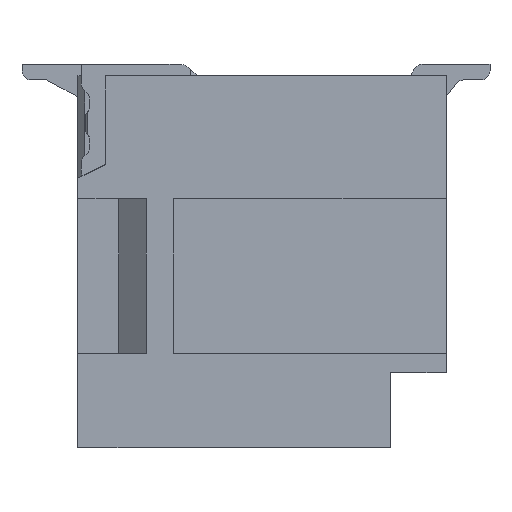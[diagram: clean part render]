
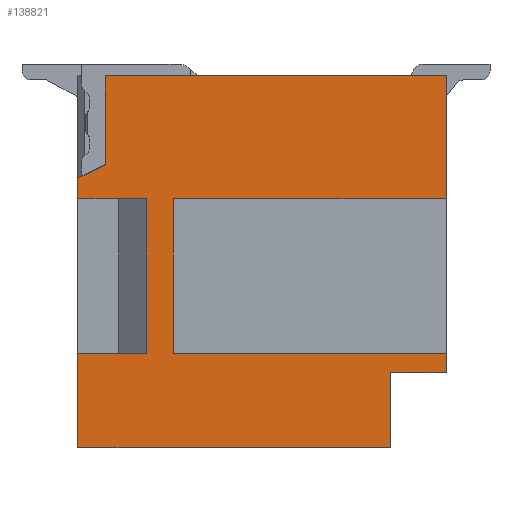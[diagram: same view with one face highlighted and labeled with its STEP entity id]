
A CAD part, front view. The second image highlights one B-rep face of the part: STEP entity #138821.
In plain terms, the highlighted planar face has unit normal (0, -1, 0).
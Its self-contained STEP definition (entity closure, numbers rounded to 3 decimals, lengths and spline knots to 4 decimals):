
#4370 = DIRECTION ( 'NONE',  ( -1., 0., 0. ) ) ;
#5583 = CARTESIAN_POINT ( 'NONE',  ( 1., -17.5, -4.07 ) ) ;
#6285 = VERTEX_POINT ( 'NONE', #5583 ) ;
#6640 = EDGE_CURVE ( 'NONE', #46570, #16842, #38199, .T. ) ;
#8288 = VECTOR ( 'NONE', #58118, 1000. ) ;
#8576 = VERTEX_POINT ( 'NONE', #59219 ) ;
#9350 = CARTESIAN_POINT ( 'NONE',  ( 1., -17.5, -1.8 ) ) ;
#9487 = ORIENTED_EDGE ( 'NONE', *, *, #102567, .F. ) ;
#10044 = CARTESIAN_POINT ( 'NONE',  ( 1., -17.5, -1.68 ) ) ;
#10582 = VECTOR ( 'NONE', #4370, 1000. ) ;
#11354 = CARTESIAN_POINT ( 'NONE',  ( 5.4, -17.5, 0.12 ) ) ;
#11763 = VECTOR ( 'NONE', #20441, 1000. ) ;
#12809 = CARTESIAN_POINT ( 'NONE',  ( 0.4, -17.5, -1.42 ) ) ;
#13359 = LINE ( 'NONE', #57880, #11763 ) ;
#13894 = CARTESIAN_POINT ( 'NONE',  ( 0., -17.5, -1.8 ) ) ;
#15787 = CARTESIAN_POINT ( 'NONE',  ( -0.1073, -17.5, -1.5537 ) ) ;
#16453 = VERTEX_POINT ( 'NONE', #64257 ) ;
#16842 = VERTEX_POINT ( 'NONE', #80342 ) ;
#20229 = DIRECTION ( 'NONE',  ( 0., 0., -1. ) ) ;
#20365 = LINE ( 'NONE', #159114, #132474 ) ;
#20441 = DIRECTION ( 'NONE',  ( -1., 0., 0. ) ) ;
#20824 = VECTOR ( 'NONE', #20229, 1000. ) ;
#21052 = CARTESIAN_POINT ( 'NONE',  ( 4.7, -17.5, -5.45 ) ) ;
#22768 = DIRECTION ( 'NONE',  ( 0., 0., 1. ) ) ;
#23249 = DIRECTION ( 'NONE',  ( 0., 0., 1. ) ) ;
#23270 = EDGE_CURVE ( 'NONE', #140927, #160122, #123786, .T. ) ;
#23292 = EDGE_CURVE ( 'NONE', #56386, #136597, #122153, .T. ) ;
#23955 = LINE ( 'NONE', #157596, #82366 ) ;
#25007 = EDGE_CURVE ( 'NONE', #160122, #76006, #32993, .T. ) ;
#25758 = VECTOR ( 'NONE', #87681, 1000. ) ;
#32526 = ORIENTED_EDGE ( 'NONE', *, *, #147083, .F. ) ;
#32993 = LINE ( 'NONE', #12809, #84739 ) ;
#33552 = DIRECTION ( 'NONE',  ( -1., 0., 0. ) ) ;
#34134 = DIRECTION ( 'NONE',  ( 0., 0., -1. ) ) ;
#35844 = ORIENTED_EDGE ( 'NONE', *, *, #68956, .F. ) ;
#38199 = LINE ( 'NONE', #138113, #90785 ) ;
#38907 = CARTESIAN_POINT ( 'NONE',  ( 0.4, -17.5, -1.3 ) ) ;
#41167 = ORIENTED_EDGE ( 'NONE', *, *, #47723, .F. ) ;
#42930 = EDGE_LOOP ( 'NONE', ( #35844, #48660, #141607, #32526, #148491, #72648, #158020, #51814, #140571, #41167, #9487, #113996, #76660, #59029, #154036, #150120 ) ) ;
#45197 = CARTESIAN_POINT ( 'NONE',  ( 0., -17.5, -4.07 ) ) ;
#46570 = VERTEX_POINT ( 'NONE', #157215 ) ;
#46637 = DIRECTION ( 'NONE',  ( -1., 0., 0. ) ) ;
#47042 = VECTOR ( 'NONE', #22768, 1000. ) ;
#47723 = EDGE_CURVE ( 'NONE', #131598, #16453, #23955, .T. ) ;
#48504 = DIRECTION ( 'NONE',  ( 1., 0., 0. ) ) ;
#48660 = ORIENTED_EDGE ( 'NONE', *, *, #120868, .F. ) ;
#51814 = ORIENTED_EDGE ( 'NONE', *, *, #6640, .F. ) ;
#52333 = LINE ( 'NONE', #147566, #104887 ) ;
#54108 = VECTOR ( 'NONE', #55633, 1000. ) ;
#54395 = CARTESIAN_POINT ( 'NONE',  ( 5.52, -17.5, -4.07 ) ) ;
#55633 = DIRECTION ( 'NONE',  ( 0., 0., -1. ) ) ;
#56386 = VERTEX_POINT ( 'NONE', #66447 ) ;
#57880 = CARTESIAN_POINT ( 'NONE',  ( -0.12, -17.5, -1.8 ) ) ;
#58118 = DIRECTION ( 'NONE',  ( 0., 0., -1. ) ) ;
#59029 = ORIENTED_EDGE ( 'NONE', *, *, #136831, .F. ) ;
#59219 = CARTESIAN_POINT ( 'NONE',  ( 5.4, -17.5, 0. ) ) ;
#64257 = CARTESIAN_POINT ( 'NONE',  ( 5.4, -17.5, -4.07 ) ) ;
#66447 = CARTESIAN_POINT ( 'NONE',  ( 5.4, -17.5, -1.8 ) ) ;
#66650 = CARTESIAN_POINT ( 'NONE',  ( 0., -17.5, -5.45 ) ) ;
#67722 = VECTOR ( 'NONE', #67868, 1000. ) ;
#67868 = DIRECTION ( 'NONE',  ( 0.894, 0., 0.447 ) ) ;
#68956 = EDGE_CURVE ( 'NONE', #152046, #140927, #97747, .T. ) ;
#70734 = CARTESIAN_POINT ( 'NONE',  ( 0.4, -17.5, 0. ) ) ;
#72648 = ORIENTED_EDGE ( 'NONE', *, *, #154990, .F. ) ;
#74139 = LINE ( 'NONE', #94199, #20824 ) ;
#74448 = CARTESIAN_POINT ( 'NONE',  ( 0., -17.5, -1.5 ) ) ;
#76006 = VERTEX_POINT ( 'NONE', #70734 ) ;
#76414 = FACE_OUTER_BOUND ( 'NONE', #42930, .T. ) ;
#76660 = ORIENTED_EDGE ( 'NONE', *, *, #150397, .F. ) ;
#80342 = CARTESIAN_POINT ( 'NONE',  ( 4.58, -17.5, -4.35 ) ) ;
#80577 = LINE ( 'NONE', #54395, #134517 ) ;
#82366 = VECTOR ( 'NONE', #84723, 1000. ) ;
#83895 = CARTESIAN_POINT ( 'NONE',  ( 1.4, -17.5, -1.68 ) ) ;
#84723 = DIRECTION ( 'NONE',  ( 1., 0., 0. ) ) ;
#84739 = VECTOR ( 'NONE', #23249, 1000. ) ;
#85071 = DIRECTION ( 'NONE',  ( 0., 0., 1. ) ) ;
#87681 = DIRECTION ( 'NONE',  ( 0., 0., 1. ) ) ;
#90426 = CARTESIAN_POINT ( 'NONE',  ( 1.4, -17.5, -4.07 ) ) ;
#90785 = VECTOR ( 'NONE', #46637, 1000. ) ;
#94199 = CARTESIAN_POINT ( 'NONE',  ( 5.4, -17.5, 0.12 ) ) ;
#97747 = LINE ( 'NONE', #146760, #47042 ) ;
#99789 = PLANE ( 'NONE',  #128974 ) ;
#100127 = VERTEX_POINT ( 'NONE', #120067 ) ;
#100844 = DIRECTION ( 'NONE',  ( 0., 1., 0. ) ) ;
#102259 = VERTEX_POINT ( 'NONE', #66650 ) ;
#102567 = EDGE_CURVE ( 'NONE', #136597, #131598, #156790, .T. ) ;
#103361 = DIRECTION ( 'NONE',  ( 1., 0., 0. ) ) ;
#104887 = VECTOR ( 'NONE', #48504, 1000. ) ;
#107476 = LINE ( 'NONE', #21052, #161441 ) ;
#112260 = CARTESIAN_POINT ( 'NONE',  ( -0.12, -17.5, 0.12 ) ) ;
#113158 = EDGE_CURVE ( 'NONE', #16453, #46570, #74139, .T. ) ;
#113334 = DIRECTION ( 'NONE',  ( 1., 0., 0. ) ) ;
#113996 = ORIENTED_EDGE ( 'NONE', *, *, #23292, .F. ) ;
#115328 = VERTEX_POINT ( 'NONE', #9350 ) ;
#116838 = CARTESIAN_POINT ( 'NONE',  ( -0.12, -17.5, -1.8 ) ) ;
#118231 = EDGE_CURVE ( 'NONE', #6285, #115328, #156384, .T. ) ;
#120067 = CARTESIAN_POINT ( 'NONE',  ( 4.58, -17.5, -5.45 ) ) ;
#120317 = LINE ( 'NONE', #11354, #8288 ) ;
#120868 = EDGE_CURVE ( 'NONE', #115328, #152046, #13359, .T. ) ;
#122153 = LINE ( 'NONE', #116838, #10582 ) ;
#123786 = LINE ( 'NONE', #15787, #67722 ) ;
#127051 = EDGE_CURVE ( 'NONE', #16842, #100127, #20365, .T. ) ;
#128974 = AXIS2_PLACEMENT_3D ( 'NONE', #112260, #100844, #113334 ) ;
#131598 = VERTEX_POINT ( 'NONE', #90426 ) ;
#132474 = VECTOR ( 'NONE', #34134, 1000. ) ;
#133294 = LINE ( 'NONE', #151302, #25758 ) ;
#134517 = VECTOR ( 'NONE', #103361, 1000. ) ;
#136597 = VERTEX_POINT ( 'NONE', #150446 ) ;
#136831 = EDGE_CURVE ( 'NONE', #76006, #8576, #52333, .T. ) ;
#138113 = CARTESIAN_POINT ( 'NONE',  ( 5.52, -17.5, -4.35 ) ) ;
#138821 = ADVANCED_FACE ( 'NONE', ( #76414 ), #99789, .F. ) ;
#139120 = EDGE_CURVE ( 'NONE', #102259, #147844, #133294, .T. ) ;
#140571 = ORIENTED_EDGE ( 'NONE', *, *, #113158, .F. ) ;
#140927 = VERTEX_POINT ( 'NONE', #74448 ) ;
#141607 = ORIENTED_EDGE ( 'NONE', *, *, #118231, .F. ) ;
#146760 = CARTESIAN_POINT ( 'NONE',  ( 0., -17.5, -5.57 ) ) ;
#147083 = EDGE_CURVE ( 'NONE', #147844, #6285, #80577, .T. ) ;
#147566 = CARTESIAN_POINT ( 'NONE',  ( -0.12, -17.5, 0. ) ) ;
#147844 = VERTEX_POINT ( 'NONE', #45197 ) ;
#148491 = ORIENTED_EDGE ( 'NONE', *, *, #139120, .F. ) ;
#150120 = ORIENTED_EDGE ( 'NONE', *, *, #23270, .F. ) ;
#150397 = EDGE_CURVE ( 'NONE', #8576, #56386, #120317, .T. ) ;
#150446 = CARTESIAN_POINT ( 'NONE',  ( 1.4, -17.5, -1.8 ) ) ;
#151302 = CARTESIAN_POINT ( 'NONE',  ( 0., -17.5, -5.57 ) ) ;
#152046 = VERTEX_POINT ( 'NONE', #13894 ) ;
#154036 = ORIENTED_EDGE ( 'NONE', *, *, #25007, .F. ) ;
#154990 = EDGE_CURVE ( 'NONE', #100127, #102259, #107476, .T. ) ;
#156384 = LINE ( 'NONE', #10044, #157186 ) ;
#156790 = LINE ( 'NONE', #83895, #54108 ) ;
#157186 = VECTOR ( 'NONE', #85071, 1000. ) ;
#157215 = CARTESIAN_POINT ( 'NONE',  ( 5.4, -17.5, -4.35 ) ) ;
#157596 = CARTESIAN_POINT ( 'NONE',  ( 5.52, -17.5, -4.07 ) ) ;
#158020 = ORIENTED_EDGE ( 'NONE', *, *, #127051, .F. ) ;
#159114 = CARTESIAN_POINT ( 'NONE',  ( 4.58, -17.5, -4.23 ) ) ;
#160122 = VERTEX_POINT ( 'NONE', #38907 ) ;
#161441 = VECTOR ( 'NONE', #33552, 1000. ) ;
